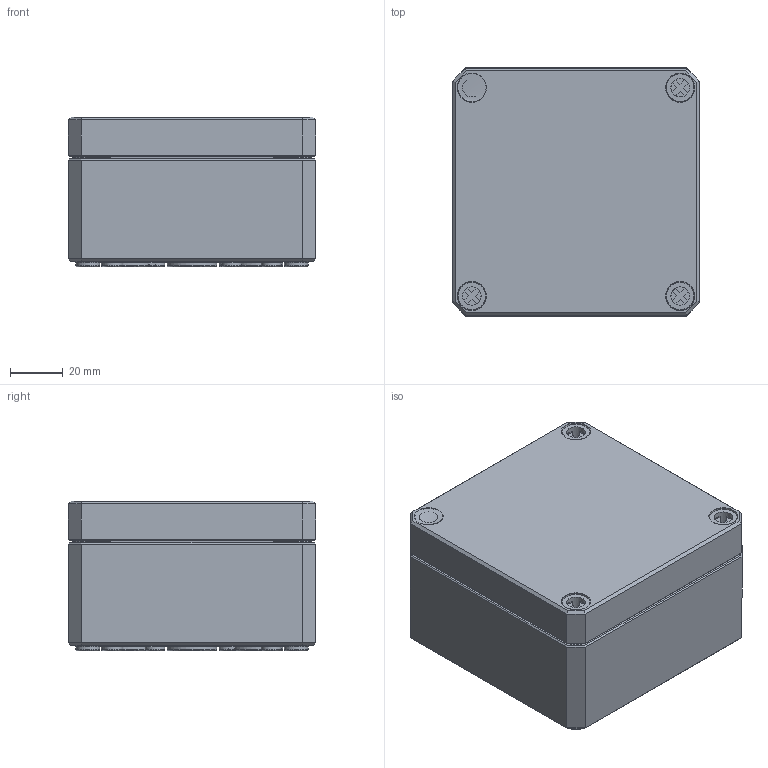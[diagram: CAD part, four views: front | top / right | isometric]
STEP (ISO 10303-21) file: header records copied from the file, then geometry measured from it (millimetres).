
FILE_DESCRIPTION(/* description */ (''),/* implementation_level */ '2;1');
FILE_NAME(/* name */ '0903109960 MBI 090906 OK.stp',/* time_stamp */ '2020-12-16T10:43:03+01:00',/* author */ ('alexander.rose'),/* organization */ (''),/* preprocessor_version */ 'ST-DEVELOPER v17.2',/* originating_system */ 'Autodesk Inventor 2019',/* authorisation */ '');
FILE_SCHEMA (('AUTOMOTIVE_DESIGN { 1 0 10303 214 3 1 1 }'));
Products named in the file (5): 0903109960 MBI 090906 H OK; 0901109962-UT_090942 - O; 0903109961-OT_090915 Klar; Schraube _ M10 x 34 _ MBTK; Dichtung_0909xx
Assembly tree (7 placements, depth 2):
  0903109960 MBI 090906 H OK
    0901109962-UT_090942 - O
    0903109961-OT_090915 Klar
    Schraube _ M10 x 34 _ MBTK  x4
    Dichtung_0909xx
Bounding box: 94 x 94 x 56.8 mm (x, y, z)
Volume: 122699.6 mm3; surface area: 92456.8 mm2
Topology: 7 solids, 7 shells, 2271 faces, 5590 edges, 3466 vertices
Faces by surface type: plane 921, bspline 498, cylinder 362, torus 282, cone 180, sphere 28
Full cylindrical faces by diameter (mm): 4.5 x4, 5 x4, 5.8 x8, 6 x2, 7 x4, 8.376 x4, 10.5 x4
Entity records: 68085 total; most frequent: CARTESIAN_POINT 20749, ORIENTED_EDGE 10242, DIRECTION 8929, EDGE_CURVE 5121, VERTEX_POINT 3169, AXIS2_PLACEMENT_3D 3141, LINE 2647, VECTOR 2647
